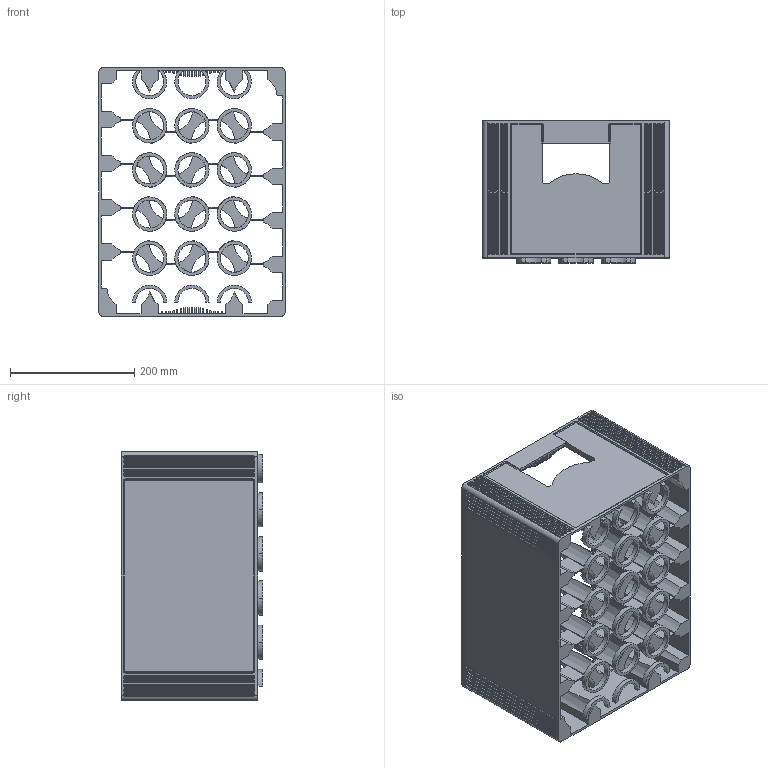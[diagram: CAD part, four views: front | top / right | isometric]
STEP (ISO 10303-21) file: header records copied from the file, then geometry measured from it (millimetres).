
FILE_DESCRIPTION((''),'2;1');
FILE_NAME('KISTE','2007-07-26T',('dkempaß'),('NET'),'PRO/ENGINEER BY PARAMETRIC TECHNOLOGY CORPORATION, 2007030','PRO/ENGINEER BY PARAMETRIC TECHNOLOGY CORPORATION, 2007030','');
FILE_SCHEMA(('AUTOMOTIVE_DESIGN_CC2 { 1 2 10303 214 -1 1 5 2 }'));
Length unit declared in the file: millimetre
Products named in the file (1): KISTE
Bounding box: 300 x 228 x 400 mm (x, y, z)
Volume: 3099025.8 mm3; surface area: 979853.5 mm2
Topology: 4 solids, 4 shells, 1212 faces, 3382 edges, 2112 vertices
Faces by surface type: plane 556, cylinder 360, torus 111, bspline 109, cone 76
Entity records: 52385 total; most frequent: CARTESIAN_POINT 10730, DIRECTION 6772, ORIENTED_EDGE 6764, PRESENTATION_STYLE_ASSIGNMENT 3386, STYLED_ITEM 3386, CURVE_STYLE 3382, EDGE_CURVE 3382, AXIS2_PLACEMENT_3D 2587
